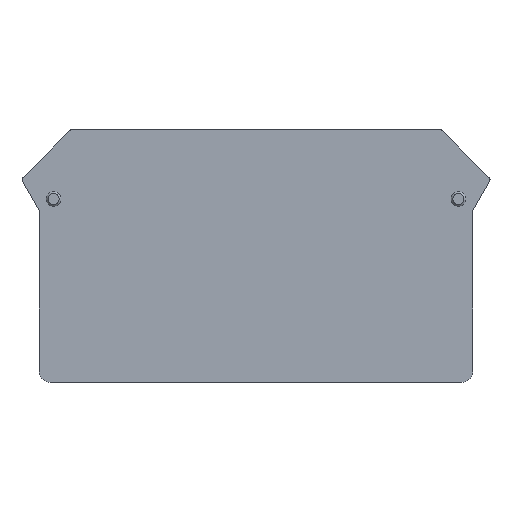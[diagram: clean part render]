
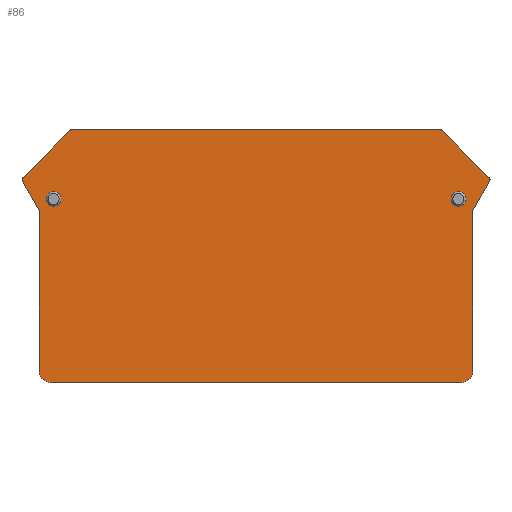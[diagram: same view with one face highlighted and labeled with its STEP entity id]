
A CAD part, front view. The second image highlights one B-rep face of the part: STEP entity #86.
In plain terms, the highlighted planar face has unit normal (0, -1, 0).
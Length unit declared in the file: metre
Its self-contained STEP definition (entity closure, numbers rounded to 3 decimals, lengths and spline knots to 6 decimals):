
#86 = ADVANCED_FACE( '', ( #171, #172, #173 ), #174, .T. );
#171 = FACE_OUTER_BOUND( '', #250, .T. );
#172 = FACE_BOUND( '', #251, .T. );
#173 = FACE_BOUND( '', #252, .T. );
#174 = PLANE( '', #253 );
#250 = EDGE_LOOP( '', ( #415, #416, #417, #418, #419, #420, #421, #422, #423, #424, #425, #426, #427, #428 ) );
#251 = EDGE_LOOP( '', ( #429 ) );
#252 = EDGE_LOOP( '', ( #430 ) );
#253 = AXIS2_PLACEMENT_3D( '', #431, #432, #433 );
#415 = ORIENTED_EDGE( '', *, *, #489, .T. );
#416 = ORIENTED_EDGE( '', *, *, #510, .T. );
#417 = ORIENTED_EDGE( '', *, *, #507, .T. );
#418 = ORIENTED_EDGE( '', *, *, #500, .T. );
#419 = ORIENTED_EDGE( '', *, *, #485, .T. );
#420 = ORIENTED_EDGE( '', *, *, #496, .T. );
#421 = ORIENTED_EDGE( '', *, *, #478, .T. );
#422 = ORIENTED_EDGE( '', *, *, #475, .T. );
#423 = ORIENTED_EDGE( '', *, *, #494, .T. );
#424 = ORIENTED_EDGE( '', *, *, #503, .T. );
#425 = ORIENTED_EDGE( '', *, *, #467, .T. );
#426 = ORIENTED_EDGE( '', *, *, #505, .T. );
#427 = ORIENTED_EDGE( '', *, *, #471, .T. );
#428 = ORIENTED_EDGE( '', *, *, #498, .T. );
#429 = ORIENTED_EDGE( '', *, *, #446, .F. );
#430 = ORIENTED_EDGE( '', *, *, #443, .F. );
#431 = CARTESIAN_POINT( '', ( -0.017791, -0.0015, -0.022026 ) );
#432 = DIRECTION( '', ( 0., -1., 0. ) );
#433 = DIRECTION( '', ( 0., 0., -1. ) );
#443 = EDGE_CURVE( '', #513, #513, #514, .T. );
#446 = EDGE_CURVE( '', #518, #518, #519, .T. );
#467 = EDGE_CURVE( '', #557, #555, #558, .T. );
#471 = EDGE_CURVE( '', #563, #561, #564, .T. );
#475 = EDGE_CURVE( '', #569, #567, #570, .T. );
#478 = EDGE_CURVE( '', #573, #569, #574, .T. );
#485 = EDGE_CURVE( '', #583, #581, #584, .T. );
#489 = EDGE_CURVE( '', #589, #587, #590, .T. );
#494 = EDGE_CURVE( '', #567, #594, #596, .T. );
#496 = EDGE_CURVE( '', #581, #573, #598, .T. );
#498 = EDGE_CURVE( '', #561, #589, #600, .T. );
#500 = EDGE_CURVE( '', #602, #583, #603, .T. );
#503 = EDGE_CURVE( '', #594, #557, #606, .T. );
#505 = EDGE_CURVE( '', #555, #563, #608, .T. );
#507 = EDGE_CURVE( '', #610, #602, #611, .T. );
#510 = EDGE_CURVE( '', #587, #610, #614, .T. );
#513 = VERTEX_POINT( '', #617 );
#514 = CIRCLE( '', #618, 0.001 );
#518 = VERTEX_POINT( '', #622 );
#519 = CIRCLE( '', #623, 0.001 );
#555 = VERTEX_POINT( '', #667 );
#557 = VERTEX_POINT( '', #670 );
#558 = CIRCLE( '', #671, 0.0005 );
#561 = VERTEX_POINT( '', #675 );
#563 = VERTEX_POINT( '', #678 );
#564 = CIRCLE( '', #679, 0.0005 );
#567 = VERTEX_POINT( '', #683 );
#569 = VERTEX_POINT( '', #686 );
#570 = LINE( '', #687, #688 );
#573 = VERTEX_POINT( '', #692 );
#574 = CIRCLE( '', #693, 0.0005 );
#581 = VERTEX_POINT( '', #701 );
#583 = VERTEX_POINT( '', #704 );
#584 = LINE( '', #705, #706 );
#587 = VERTEX_POINT( '', #710 );
#589 = VERTEX_POINT( '', #713 );
#590 = LINE( '', #714, #715 );
#594 = VERTEX_POINT( '', #720 );
#596 = CIRCLE( '', #723, 0.0005 );
#598 = LINE( '', #725, #726 );
#600 = LINE( '', #728, #729 );
#602 = VERTEX_POINT( '', #731 );
#603 = CIRCLE( '', #732, 0.0015 );
#606 = LINE( '', #736, #737 );
#608 = LINE( '', #739, #740 );
#610 = VERTEX_POINT( '', #742 );
#611 = LINE( '', #743, #744 );
#614 = CIRCLE( '', #748, 0.0015 );
#617 = CARTESIAN_POINT( '', ( 0.038659, -0.0015, 0.001374 ) );
#618 = AXIS2_PLACEMENT_3D( '', #750, #751, #752 );
#622 = CARTESIAN_POINT( '', ( -0.016341, -0.0015, 0.001374 ) );
#623 = AXIS2_PLACEMENT_3D( '', #756, #757, #758 );
#667 = CARTESIAN_POINT( '', ( -0.015197, -0.0015, 0.010628 ) );
#670 = CARTESIAN_POINT( '', ( -0.014843, -0.0015, 0.010774 ) );
#671 = AXIS2_PLACEMENT_3D( '', #792, #793, #794 );
#675 = CARTESIAN_POINT( '', ( -0.021574, -0.0015, 0.003726 ) );
#678 = CARTESIAN_POINT( '', ( -0.021495, -0.0015, 0.00433 ) );
#679 = AXIS2_PLACEMENT_3D( '', #797, #798, #799 );
#683 = CARTESIAN_POINT( '', ( 0.035514, -0.0015, 0.010628 ) );
#686 = CARTESIAN_POINT( '', ( 0.041812, -0.0015, 0.00433 ) );
#687 = CARTESIAN_POINT( '', ( 0.035514, -0.0015, 0.010628 ) );
#688 = VECTOR( '', #802, 1. );
#692 = CARTESIAN_POINT( '', ( 0.041892, -0.0015, 0.003726 ) );
#693 = AXIS2_PLACEMENT_3D( '', #804, #805, #806 );
#701 = CARTESIAN_POINT( '', ( 0.03961, -0.0015, -0.000226 ) );
#704 = CARTESIAN_POINT( '', ( 0.039609, -0.0015, -0.022026 ) );
#705 = CARTESIAN_POINT( '', ( 0.03961, -0.0015, -0.000226 ) );
#706 = VECTOR( '', #812, 1. );
#710 = CARTESIAN_POINT( '', ( -0.019291, -0.0015, -0.022026 ) );
#713 = CARTESIAN_POINT( '', ( -0.019293, -0.0015, -0.000226 ) );
#714 = CARTESIAN_POINT( '', ( -0.019293, -0.0015, -0.000226 ) );
#715 = VECTOR( '', #815, 1. );
#720 = CARTESIAN_POINT( '', ( 0.035161, -0.0015, 0.010774 ) );
#723 = AXIS2_PLACEMENT_3D( '', #818, #819, #820 );
#725 = CARTESIAN_POINT( '', ( 0.03961, -0.0015, -0.000226 ) );
#726 = VECTOR( '', #821, 1. );
#728 = CARTESIAN_POINT( '', ( -0.019293, -0.0015, -0.000226 ) );
#729 = VECTOR( '', #822, 1. );
#731 = CARTESIAN_POINT( '', ( 0.038109, -0.0015, -0.023526 ) );
#732 = AXIS2_PLACEMENT_3D( '', #823, #824, #825 );
#736 = CARTESIAN_POINT( '', ( -0.014843, -0.0015, 0.010774 ) );
#737 = VECTOR( '', #827, 1. );
#739 = CARTESIAN_POINT( '', ( -0.015197, -0.0015, 0.010628 ) );
#740 = VECTOR( '', #828, 1. );
#742 = CARTESIAN_POINT( '', ( -0.017791, -0.0015, -0.023526 ) );
#743 = CARTESIAN_POINT( '', ( 0.038109, -0.0015, -0.023526 ) );
#744 = VECTOR( '', #829, 1. );
#748 = AXIS2_PLACEMENT_3D( '', #831, #832, #833 );
#750 = CARTESIAN_POINT( '', ( 0.037659, -0.0015, 0.001374 ) );
#751 = DIRECTION( '', ( 0., -1., 0. ) );
#752 = DIRECTION( '', ( 1., 0., 0. ) );
#756 = CARTESIAN_POINT( '', ( -0.017341, -0.0015, 0.001374 ) );
#757 = DIRECTION( '', ( 0., -1., 0. ) );
#758 = DIRECTION( '', ( 1., 0., 0. ) );
#792 = CARTESIAN_POINT( '', ( -0.014843, -0.0015, 0.010274 ) );
#793 = DIRECTION( '', ( 0., -1., 0. ) );
#794 = DIRECTION( '', ( 1., 0., 0. ) );
#797 = CARTESIAN_POINT( '', ( -0.021141, -0.0015, 0.003976 ) );
#798 = DIRECTION( '', ( 0., -1., 0. ) );
#799 = DIRECTION( '', ( 1., 0., 0. ) );
#802 = DIRECTION( '', ( -0.707, 0., 0.707 ) );
#804 = CARTESIAN_POINT( '', ( 0.041459, -0.0015, 0.003976 ) );
#805 = DIRECTION( '', ( 0., -1., 0. ) );
#806 = DIRECTION( '', ( -1., 0., 0. ) );
#812 = DIRECTION( '', ( 0., 0., 1. ) );
#815 = DIRECTION( '', ( 0., 0., -1. ) );
#818 = CARTESIAN_POINT( '', ( 0.035161, -0.0015, 0.010274 ) );
#819 = DIRECTION( '', ( 0., -1., 0. ) );
#820 = DIRECTION( '', ( 1., 0., 0. ) );
#821 = DIRECTION( '', ( 0.5, 0., 0.866 ) );
#822 = DIRECTION( '', ( 0.5, 0., -0.866 ) );
#823 = CARTESIAN_POINT( '', ( 0.038109, -0.0015, -0.022026 ) );
#824 = DIRECTION( '', ( 0., -1., 0. ) );
#825 = DIRECTION( '', ( 1., 0., 0. ) );
#827 = DIRECTION( '', ( -1., 0., 0. ) );
#828 = DIRECTION( '', ( -0.707, 0., -0.707 ) );
#829 = DIRECTION( '', ( 1., 0., 0. ) );
#831 = CARTESIAN_POINT( '', ( -0.017791, -0.0015, -0.022026 ) );
#832 = DIRECTION( '', ( 0., -1., 0. ) );
#833 = DIRECTION( '', ( 1., 0., 0. ) );
